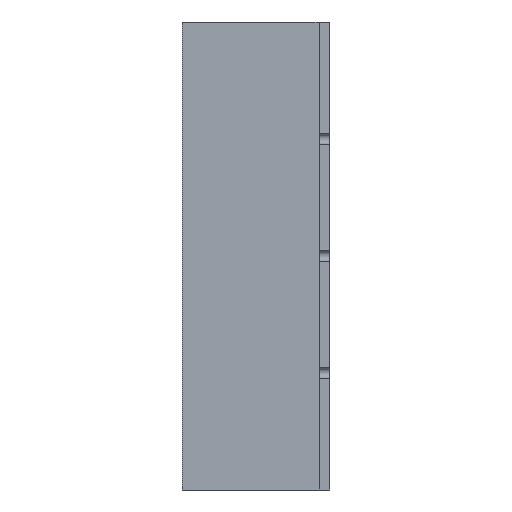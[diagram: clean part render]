
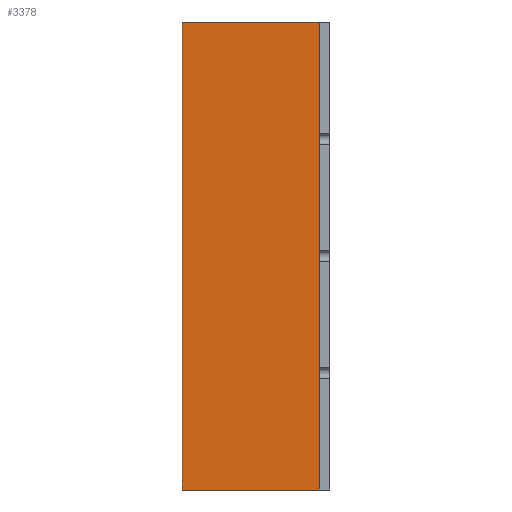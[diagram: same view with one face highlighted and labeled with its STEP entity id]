
A CAD part, left-side view. The second image highlights one B-rep face of the part: STEP entity #3378.
In plain terms, the highlighted planar face has unit normal (-1, 0, 0).
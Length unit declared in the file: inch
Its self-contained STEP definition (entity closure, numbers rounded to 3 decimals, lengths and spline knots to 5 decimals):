
#68 = CARTESIAN_POINT ( 'NONE',  ( 0.34431, 2.75, 0. ) ) ;
#107 = VECTOR ( 'NONE', #4326, 39.37008 ) ;
#1540 = CARTESIAN_POINT ( 'NONE',  ( 0.34431, 0.19685, 8.75 ) ) ;
#1625 = DIRECTION ( 'NONE',  ( 0., -1., 0. ) ) ;
#1628 = LINE ( 'NONE', #4345, #107 ) ;
#1910 = EDGE_CURVE ( 'NONE', #6278, #2658, #2227, .T. ) ;
#1973 = EDGE_CURVE ( 'NONE', #3817, #2658, #1628, .T. ) ;
#2038 = DIRECTION ( 'NONE',  ( 0., -1., 0. ) ) ;
#2140 = CARTESIAN_POINT ( 'NONE',  ( 0.34431, 0., 0. ) ) ;
#2227 = LINE ( 'NONE', #4583, #4475 ) ;
#2524 = PLANE ( 'NONE',  #5882 ) ;
#2576 = LINE ( 'NONE', #4655, #6573 ) ;
#2658 = VERTEX_POINT ( 'NONE', #1540 ) ;
#2919 = ORIENTED_EDGE ( 'NONE', *, *, #1910, .T. ) ;
#3066 = EDGE_LOOP ( 'NONE', ( #6219, #3406, #3944, #2919 ) ) ;
#3378 = ADVANCED_FACE ( 'NONE', ( #3996 ), #2524, .T. ) ;
#3406 = ORIENTED_EDGE ( 'NONE', *, *, #3974, .F. ) ;
#3599 = VECTOR ( 'NONE', #1625, 39.37008 ) ;
#3817 = VERTEX_POINT ( 'NONE', #5412 ) ;
#3944 = ORIENTED_EDGE ( 'NONE', *, *, #5560, .T. ) ;
#3974 = EDGE_CURVE ( 'NONE', #5180, #3817, #2576, .T. ) ;
#3996 = FACE_OUTER_BOUND ( 'NONE', #3066, .T. ) ;
#4326 = DIRECTION ( 'NONE',  ( 0., -1., 0. ) ) ;
#4345 = CARTESIAN_POINT ( 'NONE',  ( 0.34431, 0., 8.75 ) ) ;
#4475 = VECTOR ( 'NONE', #4548, 39.37008 ) ;
#4548 = DIRECTION ( 'NONE',  ( 0., 0., 1. ) ) ;
#4583 = CARTESIAN_POINT ( 'NONE',  ( 0.34431, 0.19685, 0. ) ) ;
#4652 = DIRECTION ( 'NONE',  ( 0., 0., 1. ) ) ;
#4655 = CARTESIAN_POINT ( 'NONE',  ( 0.34431, 2.75, 0. ) ) ;
#5108 = CARTESIAN_POINT ( 'NONE',  ( 0.34431, 0., 0. ) ) ;
#5180 = VERTEX_POINT ( 'NONE', #68 ) ;
#5382 = CARTESIAN_POINT ( 'NONE',  ( 0.34431, 0.19685, 0. ) ) ;
#5412 = CARTESIAN_POINT ( 'NONE',  ( 0.34431, 2.75, 8.75 ) ) ;
#5560 = EDGE_CURVE ( 'NONE', #5180, #6278, #6415, .T. ) ;
#5882 = AXIS2_PLACEMENT_3D ( 'NONE', #2140, #6298, #2038 ) ;
#6219 = ORIENTED_EDGE ( 'NONE', *, *, #1973, .F. ) ;
#6278 = VERTEX_POINT ( 'NONE', #5382 ) ;
#6298 = DIRECTION ( 'NONE',  ( -1., 0., 0. ) ) ;
#6415 = LINE ( 'NONE', #5108, #3599 ) ;
#6573 = VECTOR ( 'NONE', #4652, 39.37008 ) ;
